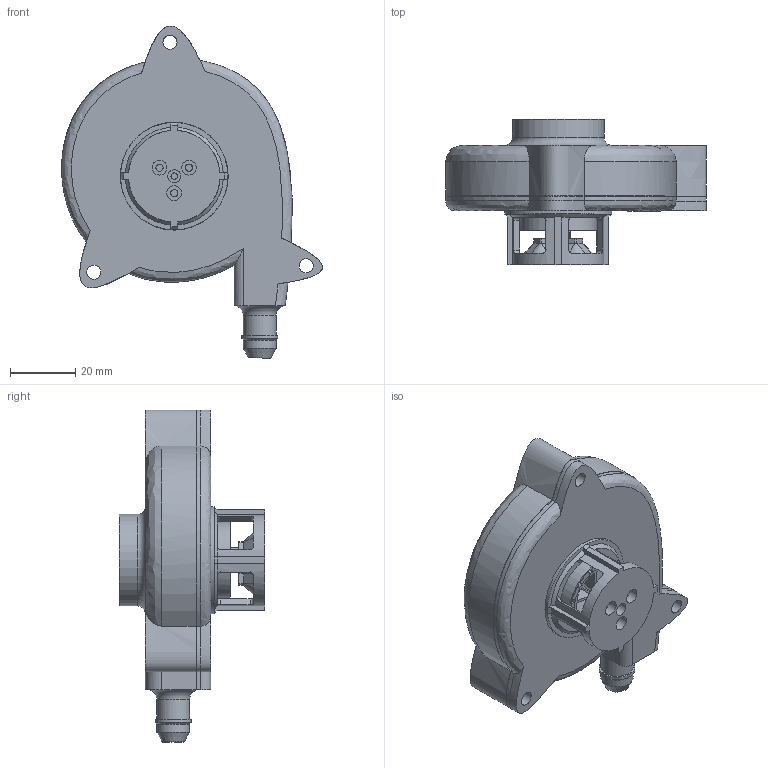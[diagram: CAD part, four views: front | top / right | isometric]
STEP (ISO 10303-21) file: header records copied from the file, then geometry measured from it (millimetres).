
FILE_DESCRIPTION(/* description */ (''),/* implementation_level */ '2;1');
FILE_NAME(/* name */ 'Blower V14.step',/* time_stamp */ '2020-04-08T13:29:24+02:00',/* author */ (''),/* organization */ (''),/* preprocessor_version */ 'ST-DEVELOPER v18',/* originating_system */ 'Autodesk Translation Framework v8.12.0.6',/* authorisation */ '');
FILE_SCHEMA (('AUTOMOTIVE_DESIGN { 1 0 10303 214 3 1 1 }'));
Length unit declared in the file: millimetre
Products named in the file (9): Blower V14; Powerhose Fit; Propeller; Casing Top; Casing Bottom; DC Motor; Stator; Rotor; Permanent Magnet
Assembly tree (19 placements, depth 3):
  Blower V14
    Powerhose Fit
    Propeller
    Casing Top
    Casing Bottom
    DC Motor
      Stator
      Rotor
      Permanent Magnet  x12
Bounding box: 79.76 x 44.5 x 101.53 mm (x, y, z)
Volume: 58703.3 mm3; surface area: 53897.5 mm2
Topology: 20 solids, 20 shells, 638 faces, 1766 edges, 1164 vertices
Faces by surface type: plane 321, cylinder 178, bspline 113, cone 18, torus 8
Full cylindrical faces by diameter (mm): 1.5 x1, 1.7 x1, 2 x2, 2.2 x7, 2.8 x6, 3.5 x1, 4 x3, 4.3 x6, 4.4 x3, 4.5 x3, 5.5 x1, 6 x1, 6.5 x1, 6.859 x1, 10 x2, 11 x1, 20.5 x1, 22.5 x1, 23.5 x1, 24 x2, 28 x1, 32.8 x1, 33 x1, 36 x1, 38 x1, 44 x1, 46 x1, 52 x1, 54 x1, 56.5 x1
Entity records: 28398 total; most frequent: CARTESIAN_POINT 14798, ORIENTED_EDGE 3002, DIRECTION 2487, EDGE_CURVE 1501, VERTEX_POINT 988, AXIS2_PLACEMENT_3D 868, LINE 751, VECTOR 751
